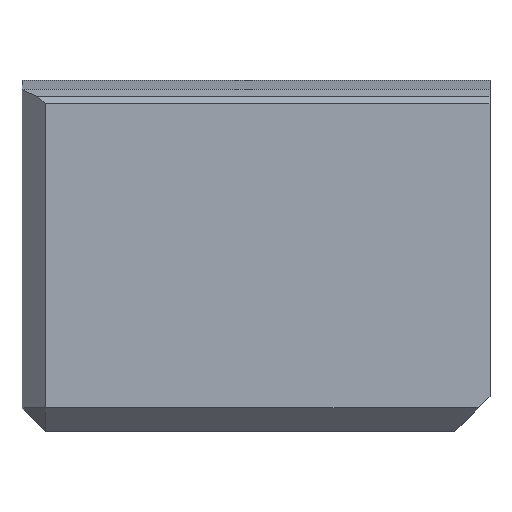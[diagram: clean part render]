
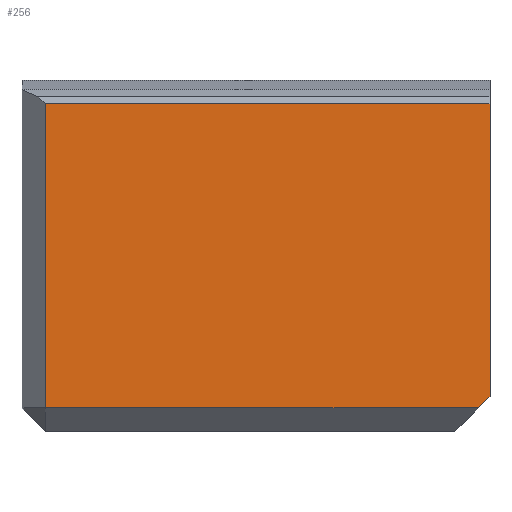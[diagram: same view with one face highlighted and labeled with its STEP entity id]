
A CAD part, top view. The second image highlights one B-rep face of the part: STEP entity #256.
In plain terms, the highlighted planar face has unit normal (0, 0, 1).
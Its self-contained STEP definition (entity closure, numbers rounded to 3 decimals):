
#28=FACE_OUTER_BOUND('',#42,.T.);
#42=EDGE_LOOP('',(#224,#225,#226,#227,#228));
#47=LINE('',#368,#80);
#55=LINE('',#385,#88);
#62=LINE('',#399,#95);
#74=LINE('',#421,#107);
#75=LINE('',#423,#108);
#80=VECTOR('',#302,10.);
#88=VECTOR('',#316,10.);
#95=VECTOR('',#329,10.);
#107=VECTOR('',#349,10.);
#108=VECTOR('',#352,10.);
#109=VERTEX_POINT('',#359);
#113=VERTEX_POINT('',#366);
#119=VERTEX_POINT('',#384);
#123=VERTEX_POINT('',#398);
#129=VERTEX_POINT('',#419);
#134=EDGE_CURVE('',#113,#109,#47,.T.);
#142=EDGE_CURVE('',#109,#119,#55,.T.);
#149=EDGE_CURVE('',#119,#123,#62,.T.);
#161=EDGE_CURVE('',#113,#129,#74,.T.);
#162=EDGE_CURVE('',#123,#129,#75,.T.);
#224=ORIENTED_EDGE('',*,*,#134,.F.);
#225=ORIENTED_EDGE('',*,*,#161,.T.);
#226=ORIENTED_EDGE('',*,*,#162,.F.);
#227=ORIENTED_EDGE('',*,*,#149,.F.);
#228=ORIENTED_EDGE('',*,*,#142,.F.);
#242=PLANE('',#293);
#256=ADVANCED_FACE('',(#28),#242,.T.);
#293=AXIS2_PLACEMENT_3D('',#425,#355,#356);
#302=DIRECTION('',(-0.707,-0.707,0.));
#316=DIRECTION('',(-1.,0.,0.));
#329=DIRECTION('',(0.,1.,0.));
#349=DIRECTION('',(0.,1.,0.));
#352=DIRECTION('',(1.,0.,0.));
#355=DIRECTION('center_axis',(0.,0.,1.));
#356=DIRECTION('ref_axis',(1.,0.,0.));
#359=CARTESIAN_POINT('',(19.,-13.,10.));
#366=CARTESIAN_POINT('',(20.,-12.,10.));
#368=CARTESIAN_POINT('',(17.25,-14.75,10.));
#384=CARTESIAN_POINT('',(-18.,-13.,10.));
#385=CARTESIAN_POINT('',(-10.,-13.,10.));
#398=CARTESIAN_POINT('',(-18.,13.,10.));
#399=CARTESIAN_POINT('',(-18.,7.5,10.));
#419=CARTESIAN_POINT('',(20.,13.,10.));
#421=CARTESIAN_POINT('',(20.,-15.,10.));
#423=CARTESIAN_POINT('',(10.,13.,10.));
#425=CARTESIAN_POINT('Origin',(0.,0.,10.));
